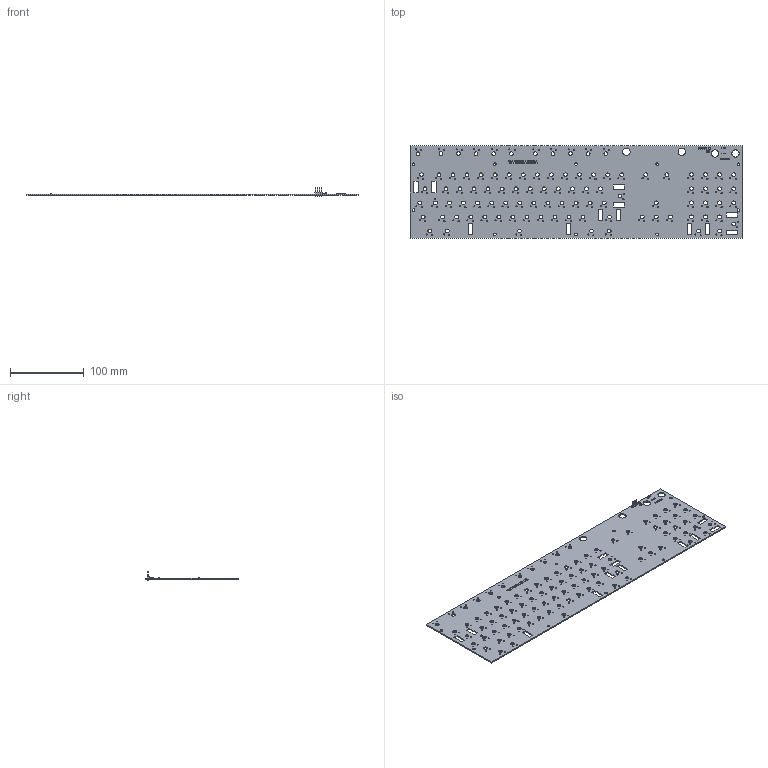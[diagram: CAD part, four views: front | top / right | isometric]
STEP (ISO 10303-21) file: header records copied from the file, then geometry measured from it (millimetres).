
FILE_DESCRIPTION(('KiCad electronic assembly'),'2;1');
FILE_NAME('A1200KBv2r5.step','2024-08-13T11:48:03',('Pcbnew'),('Kicad'), 'Open CASCADE STEP processor 7.8','KiCad to STEP converter','Unknown' );
FILE_SCHEMA(('AUTOMOTIVE_DESIGN { 1 0 10303 214 1 1 1 1 }'));
Length unit declared in the file: millimetre
Products named in the file (12): A1200KBv2r5 1; LED_0805_2012Metric; R_0805_2012Metric; C_0805_2012Metric; SOT-23-6; SOT_23_6; PinHeader_1x04_P2.54mm_Vertical; PinHeader_1x04_P254mm_Vertical; _autosave-A1200KBv2_PCB
Assembly tree (19 placements, depth 3):
  A1200KBv2r5 1
    LED_0805_2012Metric  x5
      LED_0805_2012Metric
    R_0805_2012Metric  x5
      R_0805_2012Metric
    C_0805_2012Metric
      C_0805_2012Metric
    SOT-23-6
      SOT_23_6
    PinHeader_1x04_P2.54mm_Vertical
      PinHeader_1x04_P254mm_Vertical
    _autosave-A1200KBv2_PCB
Bounding box: 450 x 125 x 11.54 mm (x, y, z)
Volume: 84040.1 mm3; surface area: 112304.3 mm2
Topology: 14 solids, 14 shells, 1024 faces, 2803 edges, 1822 vertices
Faces by surface type: plane 540, cylinder 454, bspline 30
Full cylindrical faces by diameter (mm): 0.85 x32, 1 x4, 1.45 x192, 3.5 x10, 5.1 x96, 10 x4
Entity records: 27136 total; most frequent: DIRECTION 4167, CARTESIAN_POINT 4163, ORIENTED_EDGE 3998, EDGE_CURVE 1999, AXIS2_PLACEMENT_3D 1490, FACE_BOUND 1431, EDGE_LOOP 1431, VERTEX_POINT 1302
